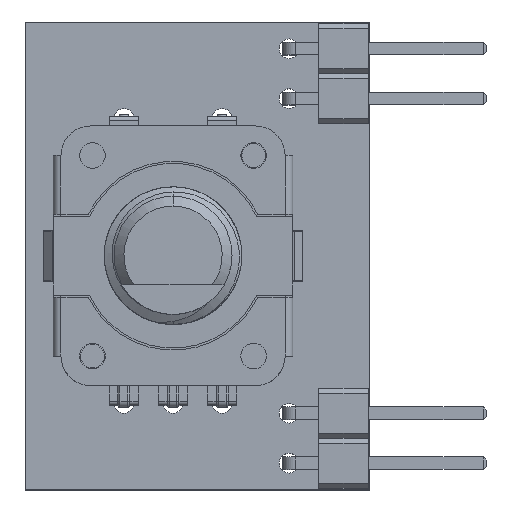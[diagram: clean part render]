
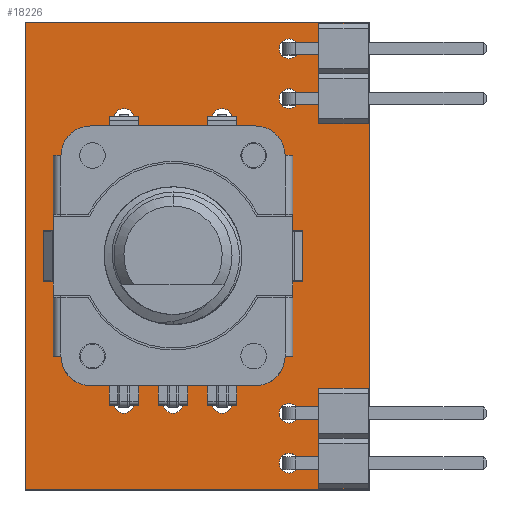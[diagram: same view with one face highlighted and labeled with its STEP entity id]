
A CAD part, top view. The second image highlights one B-rep face of the part: STEP entity #18226.
In plain terms, the highlighted planar face has unit normal (0, 0, 1).
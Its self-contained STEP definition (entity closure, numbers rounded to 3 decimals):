
#17947 = VERTEX_POINT('',#17948);
#17948 = CARTESIAN_POINT('',(8.75,-11.9,1.53));
#17954 = EDGE_CURVE('',#17947,#17955,#17957,.T.);
#17955 = VERTEX_POINT('',#17956);
#17956 = CARTESIAN_POINT('',(-8.75,-11.9,1.53));
#17957 = LINE('',#17958,#17959);
#17958 = CARTESIAN_POINT('',(8.75,-11.9,1.53));
#17959 = VECTOR('',#17960,1.);
#17960 = DIRECTION('',(-1.,0.,0.));
#17987 = VERTEX_POINT('',#17988);
#17988 = CARTESIAN_POINT('',(8.75,11.9,1.53));
#17994 = EDGE_CURVE('',#17987,#17947,#17995,.T.);
#17995 = LINE('',#17996,#17997);
#17996 = CARTESIAN_POINT('',(8.75,11.9,1.53));
#17997 = VECTOR('',#17998,1.);
#17998 = DIRECTION('',(0.,-1.,0.));
#18016 = EDGE_CURVE('',#17955,#18017,#18019,.T.);
#18017 = VERTEX_POINT('',#18018);
#18018 = CARTESIAN_POINT('',(-8.75,11.9,1.53));
#18019 = LINE('',#18020,#18021);
#18020 = CARTESIAN_POINT('',(-8.75,-11.9,1.53));
#18021 = VECTOR('',#18022,1.);
#18022 = DIRECTION('',(0.,1.,0.));
#18226 = ADVANCED_FACE('',(#18227,#18238,#18249,#18260,#18271,#18282,
    #18293,#18327,#18338,#18372,#18383,#18394),#18405,.T.);
#18227 = FACE_BOUND('',#18228,.T.);
#18228 = EDGE_LOOP('',(#18229,#18230,#18231,#18237));
#18229 = ORIENTED_EDGE('',*,*,#17954,.F.);
#18230 = ORIENTED_EDGE('',*,*,#17994,.F.);
#18231 = ORIENTED_EDGE('',*,*,#18232,.F.);
#18232 = EDGE_CURVE('',#18017,#17987,#18233,.T.);
#18233 = LINE('',#18234,#18235);
#18234 = CARTESIAN_POINT('',(-8.75,11.9,1.53));
#18235 = VECTOR('',#18236,1.);
#18236 = DIRECTION('',(1.,0.,0.));
#18237 = ORIENTED_EDGE('',*,*,#18016,.F.);
#18238 = FACE_BOUND('',#18239,.T.);
#18239 = EDGE_LOOP('',(#18240));
#18240 = ORIENTED_EDGE('',*,*,#18241,.T.);
#18241 = EDGE_CURVE('',#18242,#18242,#18244,.T.);
#18242 = VERTEX_POINT('',#18243);
#18243 = CARTESIAN_POINT('',(-3.75,-8.,1.53));
#18244 = CIRCLE('',#18245,0.5);
#18245 = AXIS2_PLACEMENT_3D('',#18246,#18247,#18248);
#18246 = CARTESIAN_POINT('',(-3.75,-7.5,1.53));
#18247 = DIRECTION('',(-0.,0.,-1.));
#18248 = DIRECTION('',(-0.,-1.,0.));
#18249 = FACE_BOUND('',#18250,.T.);
#18250 = EDGE_LOOP('',(#18251));
#18251 = ORIENTED_EDGE('',*,*,#18252,.T.);
#18252 = EDGE_CURVE('',#18253,#18253,#18255,.T.);
#18253 = VERTEX_POINT('',#18254);
#18254 = CARTESIAN_POINT('',(-1.25,-8.,1.53));
#18255 = CIRCLE('',#18256,0.5);
#18256 = AXIS2_PLACEMENT_3D('',#18257,#18258,#18259);
#18257 = CARTESIAN_POINT('',(-1.25,-7.5,1.53));
#18258 = DIRECTION('',(-0.,0.,-1.));
#18259 = DIRECTION('',(-0.,-1.,0.));
#18260 = FACE_BOUND('',#18261,.T.);
#18261 = EDGE_LOOP('',(#18262));
#18262 = ORIENTED_EDGE('',*,*,#18263,.T.);
#18263 = EDGE_CURVE('',#18264,#18264,#18266,.T.);
#18264 = VERTEX_POINT('',#18265);
#18265 = CARTESIAN_POINT('',(1.25,-8.,1.53));
#18266 = CIRCLE('',#18267,0.5);
#18267 = AXIS2_PLACEMENT_3D('',#18268,#18269,#18270);
#18268 = CARTESIAN_POINT('',(1.25,-7.5,1.53));
#18269 = DIRECTION('',(-0.,0.,-1.));
#18270 = DIRECTION('',(-0.,-1.,0.));
#18271 = FACE_BOUND('',#18272,.T.);
#18272 = EDGE_LOOP('',(#18273));
#18273 = ORIENTED_EDGE('',*,*,#18274,.T.);
#18274 = EDGE_CURVE('',#18275,#18275,#18277,.T.);
#18275 = VERTEX_POINT('',#18276);
#18276 = CARTESIAN_POINT('',(4.65,-11.04,1.53));
#18277 = CIRCLE('',#18278,0.5);
#18278 = AXIS2_PLACEMENT_3D('',#18279,#18280,#18281);
#18279 = CARTESIAN_POINT('',(4.65,-10.54,1.53));
#18280 = DIRECTION('',(-0.,0.,-1.));
#18281 = DIRECTION('',(-0.,-1.,0.));
#18282 = FACE_BOUND('',#18283,.T.);
#18283 = EDGE_LOOP('',(#18284));
#18284 = ORIENTED_EDGE('',*,*,#18285,.T.);
#18285 = EDGE_CURVE('',#18286,#18286,#18288,.T.);
#18286 = VERTEX_POINT('',#18287);
#18287 = CARTESIAN_POINT('',(4.65,-8.5,1.53));
#18288 = CIRCLE('',#18289,0.5);
#18289 = AXIS2_PLACEMENT_3D('',#18290,#18291,#18292);
#18290 = CARTESIAN_POINT('',(4.65,-8.,1.53));
#18291 = DIRECTION('',(-0.,0.,-1.));
#18292 = DIRECTION('',(-0.,-1.,0.));
#18293 = FACE_BOUND('',#18294,.T.);
#18294 = EDGE_LOOP('',(#18295,#18305,#18313,#18321));
#18295 = ORIENTED_EDGE('',*,*,#18296,.F.);
#18296 = EDGE_CURVE('',#18297,#18299,#18301,.T.);
#18297 = VERTEX_POINT('',#18298);
#18298 = CARTESIAN_POINT('',(-7.85,-1.3,1.53));
#18299 = VERTEX_POINT('',#18300);
#18300 = CARTESIAN_POINT('',(-6.05,-1.3,1.53));
#18301 = LINE('',#18302,#18303);
#18302 = CARTESIAN_POINT('',(-7.85,-1.3,1.53));
#18303 = VECTOR('',#18304,1.);
#18304 = DIRECTION('',(1.,0.,0.));
#18305 = ORIENTED_EDGE('',*,*,#18306,.F.);
#18306 = EDGE_CURVE('',#18307,#18297,#18309,.T.);
#18307 = VERTEX_POINT('',#18308);
#18308 = CARTESIAN_POINT('',(-7.85,1.3,1.53));
#18309 = LINE('',#18310,#18311);
#18310 = CARTESIAN_POINT('',(-7.85,1.3,1.53));
#18311 = VECTOR('',#18312,1.);
#18312 = DIRECTION('',(0.,-1.,0.));
#18313 = ORIENTED_EDGE('',*,*,#18314,.F.);
#18314 = EDGE_CURVE('',#18315,#18307,#18317,.T.);
#18315 = VERTEX_POINT('',#18316);
#18316 = CARTESIAN_POINT('',(-6.05,1.3,1.53));
#18317 = LINE('',#18318,#18319);
#18318 = CARTESIAN_POINT('',(-6.05,1.3,1.53));
#18319 = VECTOR('',#18320,1.);
#18320 = DIRECTION('',(-1.,0.,0.));
#18321 = ORIENTED_EDGE('',*,*,#18322,.F.);
#18322 = EDGE_CURVE('',#18299,#18315,#18323,.T.);
#18323 = LINE('',#18324,#18325);
#18324 = CARTESIAN_POINT('',(-6.05,-1.3,1.53));
#18325 = VECTOR('',#18326,1.);
#18326 = DIRECTION('',(0.,1.,0.));
#18327 = FACE_BOUND('',#18328,.T.);
#18328 = EDGE_LOOP('',(#18329));
#18329 = ORIENTED_EDGE('',*,*,#18330,.T.);
#18330 = EDGE_CURVE('',#18331,#18331,#18333,.T.);
#18331 = VERTEX_POINT('',#18332);
#18332 = CARTESIAN_POINT('',(-3.75,6.5,1.53));
#18333 = CIRCLE('',#18334,0.5);
#18334 = AXIS2_PLACEMENT_3D('',#18335,#18336,#18337);
#18335 = CARTESIAN_POINT('',(-3.75,7.,1.53));
#18336 = DIRECTION('',(-0.,0.,-1.));
#18337 = DIRECTION('',(-0.,-1.,0.));
#18338 = FACE_BOUND('',#18339,.T.);
#18339 = EDGE_LOOP('',(#18340,#18350,#18358,#18366));
#18340 = ORIENTED_EDGE('',*,*,#18341,.F.);
#18341 = EDGE_CURVE('',#18342,#18344,#18346,.T.);
#18342 = VERTEX_POINT('',#18343);
#18343 = CARTESIAN_POINT('',(3.55,-1.3,1.53));
#18344 = VERTEX_POINT('',#18345);
#18345 = CARTESIAN_POINT('',(5.35,-1.3,1.53));
#18346 = LINE('',#18347,#18348);
#18347 = CARTESIAN_POINT('',(3.55,-1.3,1.53));
#18348 = VECTOR('',#18349,1.);
#18349 = DIRECTION('',(1.,0.,0.));
#18350 = ORIENTED_EDGE('',*,*,#18351,.F.);
#18351 = EDGE_CURVE('',#18352,#18342,#18354,.T.);
#18352 = VERTEX_POINT('',#18353);
#18353 = CARTESIAN_POINT('',(3.55,1.3,1.53));
#18354 = LINE('',#18355,#18356);
#18355 = CARTESIAN_POINT('',(3.55,1.3,1.53));
#18356 = VECTOR('',#18357,1.);
#18357 = DIRECTION('',(0.,-1.,0.));
#18358 = ORIENTED_EDGE('',*,*,#18359,.F.);
#18359 = EDGE_CURVE('',#18360,#18352,#18362,.T.);
#18360 = VERTEX_POINT('',#18361);
#18361 = CARTESIAN_POINT('',(5.35,1.3,1.53));
#18362 = LINE('',#18363,#18364);
#18363 = CARTESIAN_POINT('',(5.35,1.3,1.53));
#18364 = VECTOR('',#18365,1.);
#18365 = DIRECTION('',(-1.,0.,0.));
#18366 = ORIENTED_EDGE('',*,*,#18367,.F.);
#18367 = EDGE_CURVE('',#18344,#18360,#18368,.T.);
#18368 = LINE('',#18369,#18370);
#18369 = CARTESIAN_POINT('',(5.35,-1.3,1.53));
#18370 = VECTOR('',#18371,1.);
#18371 = DIRECTION('',(0.,1.,0.));
#18372 = FACE_BOUND('',#18373,.T.);
#18373 = EDGE_LOOP('',(#18374));
#18374 = ORIENTED_EDGE('',*,*,#18375,.T.);
#18375 = EDGE_CURVE('',#18376,#18376,#18378,.T.);
#18376 = VERTEX_POINT('',#18377);
#18377 = CARTESIAN_POINT('',(1.25,6.5,1.53));
#18378 = CIRCLE('',#18379,0.5);
#18379 = AXIS2_PLACEMENT_3D('',#18380,#18381,#18382);
#18380 = CARTESIAN_POINT('',(1.25,7.,1.53));
#18381 = DIRECTION('',(-0.,0.,-1.));
#18382 = DIRECTION('',(-0.,-1.,0.));
#18383 = FACE_BOUND('',#18384,.T.);
#18384 = EDGE_LOOP('',(#18385));
#18385 = ORIENTED_EDGE('',*,*,#18386,.T.);
#18386 = EDGE_CURVE('',#18387,#18387,#18389,.T.);
#18387 = VERTEX_POINT('',#18388);
#18388 = CARTESIAN_POINT('',(4.65,7.5,1.53));
#18389 = CIRCLE('',#18390,0.5);
#18390 = AXIS2_PLACEMENT_3D('',#18391,#18392,#18393);
#18391 = CARTESIAN_POINT('',(4.65,8.,1.53));
#18392 = DIRECTION('',(-0.,0.,-1.));
#18393 = DIRECTION('',(-0.,-1.,0.));
#18394 = FACE_BOUND('',#18395,.T.);
#18395 = EDGE_LOOP('',(#18396));
#18396 = ORIENTED_EDGE('',*,*,#18397,.T.);
#18397 = EDGE_CURVE('',#18398,#18398,#18400,.T.);
#18398 = VERTEX_POINT('',#18399);
#18399 = CARTESIAN_POINT('',(4.65,10.04,1.53));
#18400 = CIRCLE('',#18401,0.5);
#18401 = AXIS2_PLACEMENT_3D('',#18402,#18403,#18404);
#18402 = CARTESIAN_POINT('',(4.65,10.54,1.53));
#18403 = DIRECTION('',(-0.,0.,-1.));
#18404 = DIRECTION('',(-0.,-1.,0.));
#18405 = PLANE('',#18406);
#18406 = AXIS2_PLACEMENT_3D('',#18407,#18408,#18409);
#18407 = CARTESIAN_POINT('',(0.,0.,1.53));
#18408 = DIRECTION('',(0.,0.,1.));
#18409 = DIRECTION('',(1.,0.,-0.));
